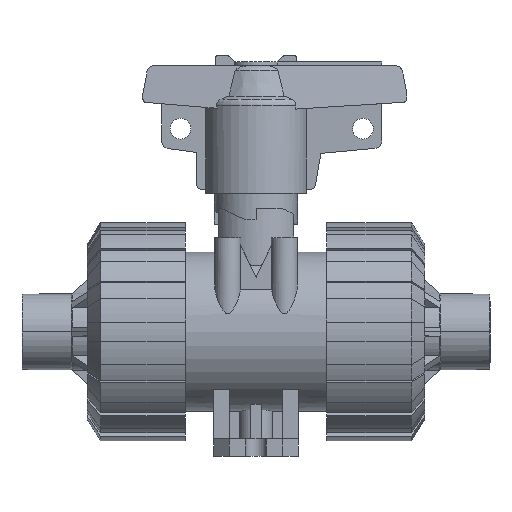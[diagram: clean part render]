
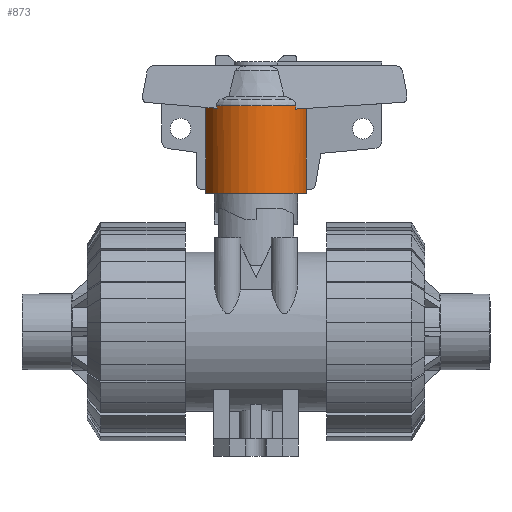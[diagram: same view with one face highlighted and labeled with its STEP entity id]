
A CAD part, front view. The second image highlights one B-rep face of the part: STEP entity #873.
In plain terms, the highlighted cylindrical face has radius 13.75 mm (diameter 27.5 mm), a partial arc.
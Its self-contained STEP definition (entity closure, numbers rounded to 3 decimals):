
#873=ADVANCED_FACE('',(#2055),#2056,.T.);
#2055=FACE_OUTER_BOUND('',#3613,.T.);
#2056=CYLINDRICAL_SURFACE('',#3614,13.75);
#3613=EDGE_LOOP('',(#6767,#6768,#6769,#6770,#6771,#6772,#6773,#6774,#6775,#6776,#6777,#6778));
#3614=AXIS2_PLACEMENT_3D('',#6779,#6780,#6781);
#6767=ORIENTED_EDGE('',*,*,#10879,.T.);
#6768=ORIENTED_EDGE('',*,*,#10936,.F.);
#6769=ORIENTED_EDGE('',*,*,#10906,.T.);
#6770=ORIENTED_EDGE('',*,*,#10875,.T.);
#6771=ORIENTED_EDGE('',*,*,#10788,.T.);
#6772=ORIENTED_EDGE('',*,*,#10931,.F.);
#6773=ORIENTED_EDGE('',*,*,#10966,.T.);
#6774=ORIENTED_EDGE('',*,*,#10771,.T.);
#6775=ORIENTED_EDGE('',*,*,#10967,.T.);
#6776=ORIENTED_EDGE('',*,*,#10933,.F.);
#6777=ORIENTED_EDGE('',*,*,#10792,.T.);
#6778=ORIENTED_EDGE('',*,*,#10806,.T.);
#6779=CARTESIAN_POINT('',(0.0,0.0,81.321));
#6780=DIRECTION('',(0.0,0.0,1.0));
#6781=DIRECTION('',(1.0,0.0,0.0));
#10771=EDGE_CURVE('',#12846,#12844,#12847,.T.);
#10788=EDGE_CURVE('',#12875,#12873,#12876,.T.);
#10792=EDGE_CURVE('',#12881,#12882,#12883,.T.);
#10806=EDGE_CURVE('',#12882,#12905,#12906,.T.);
#10875=EDGE_CURVE('',#13010,#12875,#13011,.T.);
#10879=EDGE_CURVE('',#12905,#13015,#13016,.T.);
#10906=EDGE_CURVE('',#13058,#13010,#13059,.T.);
#10931=EDGE_CURVE('',#13089,#12873,#13091,.T.);
#10933=EDGE_CURVE('',#12881,#13093,#13094,.T.);
#10936=EDGE_CURVE('',#13058,#13015,#13097,.T.);
#10966=EDGE_CURVE('',#13089,#12846,#13127,.T.);
#10967=EDGE_CURVE('',#12844,#13093,#13128,.T.);
#12844=VERTEX_POINT('',#15876);
#12846=VERTEX_POINT('',#15879);
#12847=CIRCLE('',#15880,13.75);
#12873=VERTEX_POINT('',#15997);
#12875=VERTEX_POINT('',#16015);
#12876=LINE('',#16016,#16017);
#12881=VERTEX_POINT('',#16024);
#12882=VERTEX_POINT('',#16025);
#12883=LINE('',#16026,#16027);
#12905=VERTEX_POINT('',#16122);
#12906=ELLIPSE('',#16123,13.778,13.75);
#13010=VERTEX_POINT('',#16417);
#13011=ELLIPSE('',#16418,13.798,13.75);
#13015=VERTEX_POINT('',#16423);
#13016=ELLIPSE('',#16424,98.798,13.75);
#13058=VERTEX_POINT('',#16571);
#13059=ELLIPSE('',#16572,98.798,13.75);
#13089=VERTEX_POINT('',#16658);
#13091=CIRCLE('',#16676,13.75);
#13093=VERTEX_POINT('',#16678);
#13094=CIRCLE('',#16679,13.75);
#13097=CIRCLE('',#16698,13.75);
#13127=LINE('',#16746,#16747);
#13128=LINE('',#16748,#16749);
#15876=CARTESIAN_POINT('',(13.304,-3.475,69.7));
#15879=CARTESIAN_POINT('',(-13.304,-3.475,69.7));
#15880=AXIS2_PLACEMENT_3D('',#22853,#22854,#22855);
#15997=CARTESIAN_POINT('',(-13.167,-3.96,92.942));
#16015=CARTESIAN_POINT('',(-13.167,-3.96,92.449));
#16016=CARTESIAN_POINT('',(-13.167,-3.96,92.145));
#16017=VECTOR('',#22861,1.0);
#16024=CARTESIAN_POINT('',(13.167,-3.96,92.942));
#16025=CARTESIAN_POINT('',(13.167,-3.96,92.177));
#16026=CARTESIAN_POINT('',(13.167,-3.96,92.145));
#16027=VECTOR('',#22864,1.0);
#16122=CARTESIAN_POINT('',(10.458,-8.927,92.006));
#16123=AXIS2_PLACEMENT_3D('',#22870,#22871,#22872);
#16417=CARTESIAN_POINT('',(-10.305,-9.103,92.211));
#16418=AXIS2_PLACEMENT_3D('',#22932,#22933,#22934);
#16423=CARTESIAN_POINT('',(10.577,-8.786,92.942));
#16424=AXIS2_PLACEMENT_3D('',#22939,#22940,#22941);
#16571=CARTESIAN_POINT('',(-10.401,-8.994,92.942));
#16572=AXIS2_PLACEMENT_3D('',#22963,#22964,#22965);
#16658=CARTESIAN_POINT('',(-13.304,-3.475,92.942));
#16676=AXIS2_PLACEMENT_3D('',#22988,#22989,#22990);
#16678=CARTESIAN_POINT('',(13.304,-3.475,92.942));
#16679=AXIS2_PLACEMENT_3D('',#22991,#22992,#22993);
#16698=AXIS2_PLACEMENT_3D('',#22994,#22995,#22996);
#16746=CARTESIAN_POINT('',(-13.304,-3.475,81.321));
#16747=VECTOR('',#23033,1.0);
#16748=CARTESIAN_POINT('',(13.304,-3.475,81.321));
#16749=VECTOR('',#23034,1.0);
#22853=CARTESIAN_POINT('',(0.0,0.0,69.7));
#22854=DIRECTION('',(0.0,0.0,1.0));
#22855=DIRECTION('',(1.0,0.0,0.0));
#22861=DIRECTION('',(0.0,0.0,1.0));
#22864=DIRECTION('',(-0.0,-0.0,-1.0));
#22870=CARTESIAN_POINT('',(0.0,0.0,91.344));
#22871=DIRECTION('',(0.063,0.0,-0.998));
#22872=DIRECTION('',(0.998,0.0,0.063));
#22932=CARTESIAN_POINT('',(0.0,0.0,91.352));
#22933=DIRECTION('',(-0.083,-0.0,-0.997));
#22934=DIRECTION('',(0.997,0.0,-0.083));
#22939=CARTESIAN_POINT('',(0.0,0.0,160.558));
#22940=DIRECTION('',(0.069,-0.988,0.139));
#22941=DIRECTION('',(0.01,-0.139,-0.99));
#22963=CARTESIAN_POINT('',(0.0,0.0,161.942));
#22964=DIRECTION('',(-0.069,-0.988,0.139));
#22965=DIRECTION('',(0.01,0.139,0.99));
#22988=CARTESIAN_POINT('',(0.0,0.0,92.942));
#22989=DIRECTION('',(0.0,0.0,1.0));
#22990=DIRECTION('',(1.0,0.0,0.0));
#22991=CARTESIAN_POINT('',(0.0,0.0,92.942));
#22992=DIRECTION('',(0.0,0.0,1.0));
#22993=DIRECTION('',(1.0,0.0,0.0));
#22994=CARTESIAN_POINT('',(0.0,0.0,92.942));
#22995=DIRECTION('',(0.0,0.0,1.0));
#22996=DIRECTION('',(1.0,0.0,0.0));
#23033=DIRECTION('',(-0.0,-0.0,-1.0));
#23034=DIRECTION('',(0.0,0.0,1.0));
